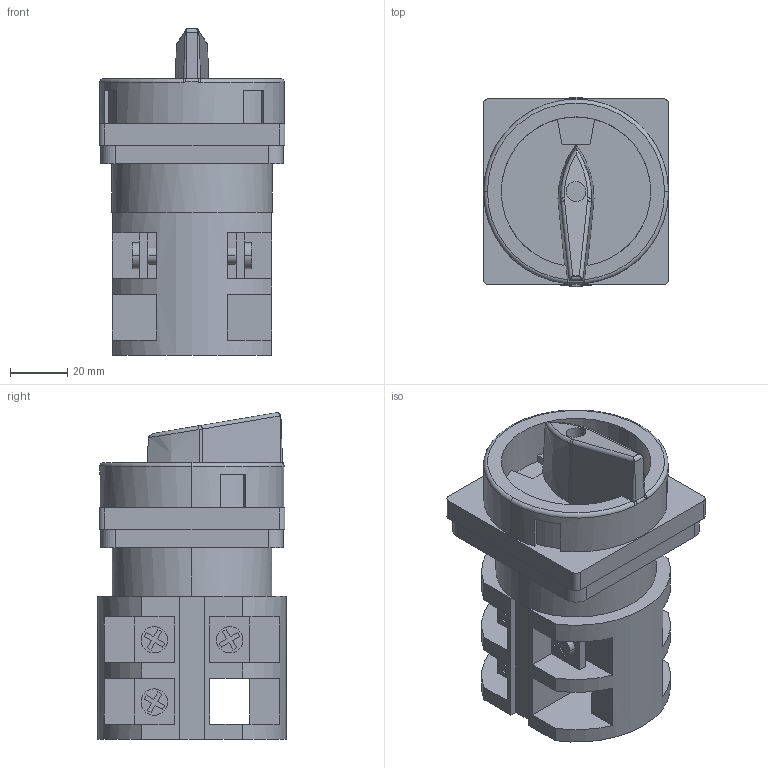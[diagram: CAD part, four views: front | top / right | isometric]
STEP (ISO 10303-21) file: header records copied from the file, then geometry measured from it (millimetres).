
FILE_DESCRIPTION (( 'STEP AP214' ), '1' );
FILE_NAME ('ÏÊÏ-63-2 - ñ äûðêîé (13).STEP', '2017-12-25T06:29:25', ( 'AutoBVT' ), ( 'Microsoft' ), 'SwSTEP 2.0', 'SolidWorks 2014', '' );
FILE_SCHEMA (( 'AUTOMOTIVE_DESIGN' ));
Length unit declared in the file: millimetre
Products named in the file (1): ÏÊÏ-63-2 - ñ äûðêîé (13)
Bounding box: 64.99 x 66 x 114.16 mm (x, y, z)
Volume: 250110.3 mm3; surface area: 44953 mm2
Topology: 1 solids, 1 shells, 273 faces, 736 edges, 481 vertices
Faces by surface type: plane 192, cylinder 59, bspline 13, cone 6, torus 3
Entity records: 9296 total; most frequent: CARTESIAN_POINT 2357, ORIENTED_EDGE 1468, DIRECTION 1383, EDGE_CURVE 734, VECTOR 541, LINE 541, VERTEX_POINT 481, AXIS2_PLACEMENT_3D 421
